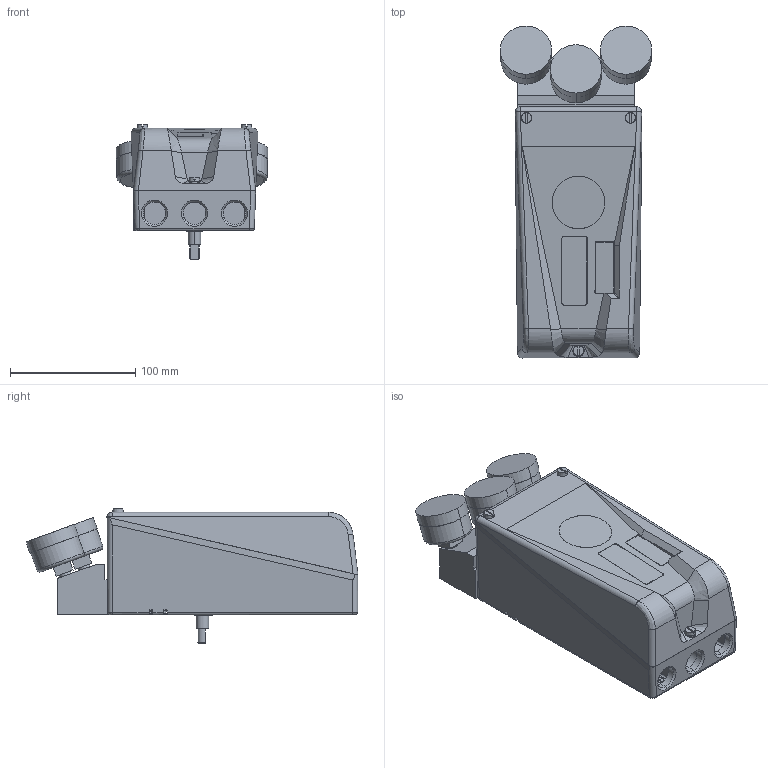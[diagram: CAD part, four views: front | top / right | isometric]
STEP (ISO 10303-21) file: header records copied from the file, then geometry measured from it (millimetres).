
FILE_DESCRIPTION (( 'STEP AP214' ), '1' );
FILE_NAME ('D3_std_39 spindel_201111 + manometerblock.STEP', '2020-11-11T08:31:23', ( '' ), ( '' ), 'SwSTEP 2.0', 'SolidWorks 2017', '' );
FILE_SCHEMA (( 'AUTOMOTIVE_DESIGN' ));
Length unit declared in the file: millimetre
Products named in the file (1): D3_std_39 spindel_201111 + manometerblock
Bounding box: 121 x 265.2 x 108.45 mm (x, y, z)
Volume: 674072.7 mm3; surface area: 264127.1 mm2
Topology: 23 solids, 24 shells, 1815 faces, 4467 edges, 2745 vertices
Faces by surface type: cylinder 576, plane 570, cone 350, bspline 209, torus 110
Entity records: 74433 total; most frequent: CARTESIAN_POINT 34127, ORIENTED_EDGE 8834, DIRECTION 7531, EDGE_CURVE 4417, AXIS2_PLACEMENT_3D 2760, VERTEX_POINT 2745, LINE 2011, VECTOR 2011
